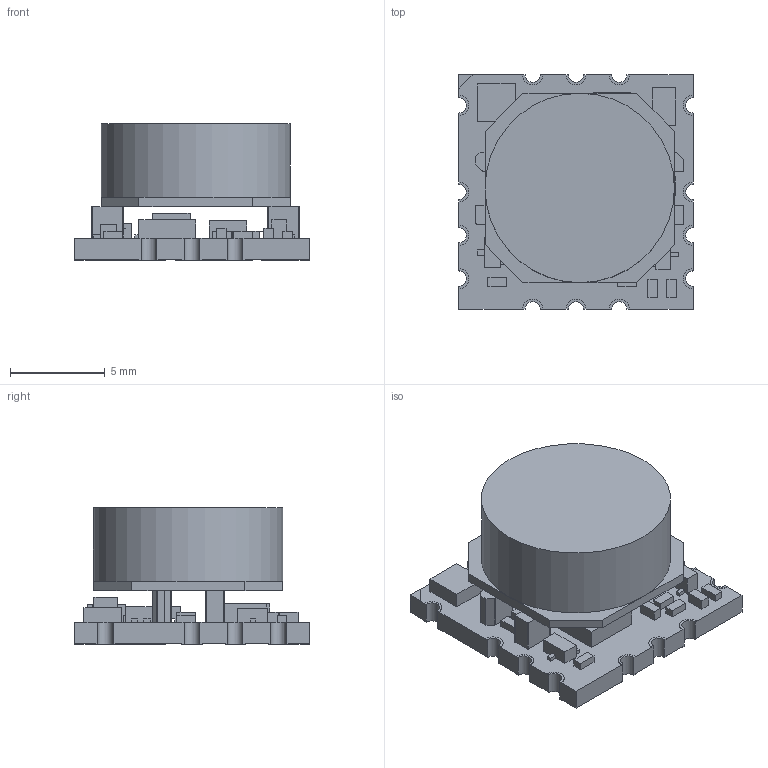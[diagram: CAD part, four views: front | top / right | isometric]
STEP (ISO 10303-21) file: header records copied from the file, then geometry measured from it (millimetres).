
FILE_DESCRIPTION(/* description */ ('','CAx-IF Rec.Pracs.---Representation and Presentation of Product Manufacturing Information (PMI)---4.0---2014-10-13'),/* implementation_level */ '2;1');
FILE_NAME(/* name */ 'MURATA_OKL-T-6-W12N-C_0.step',/* time_stamp */ '2024-11-22T18:45:14+08:00',/* author */ (''),/* organization */ (''),/* preprocessor_version */ 'ST-DEVELOPER v20',/* originating_system */ 'Autodesk Translation Framework v13.20.0.188',/* authorisation */ '');
FILE_SCHEMA (('AP242_MANAGED_MODEL_BASED_3D_ENGINEERING_MIM_LF { 1 0 10303 442 1 1 4 }'));
Length unit declared in the file: millimetre
Products named in the file (1): MURATA_OKL-T-6-W12N-C_0
Bounding box: 12.4 x 12.4 x 7.19 mm (x, y, z)
Surface area: 803.3 mm2 (no closed solid volume)
Topology: 0 solids, 25 shells, 350 faces, 1056 edges, 728 vertices
Faces by surface type: plane 279, cylinder 71
Full cylindrical faces by diameter (mm): 10 x1
Entity records: 12072 total; most frequent: CARTESIAN_POINT 2135, DIRECTION 1908, ORIENTED_EDGE 1883, EDGE_CURVE 1056, LINE 906, VECTOR 906, VERTEX_POINT 728, AXIS2_PLACEMENT_3D 501
